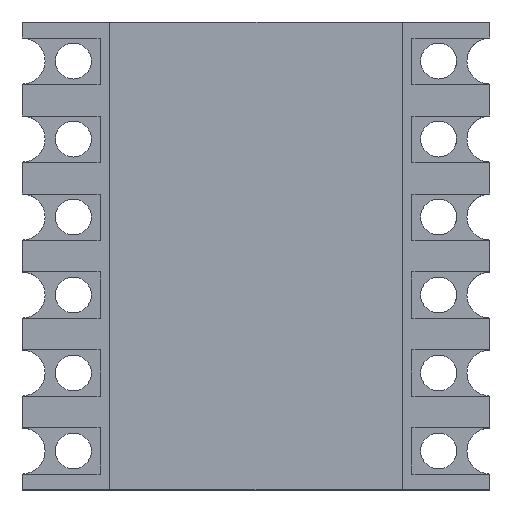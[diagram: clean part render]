
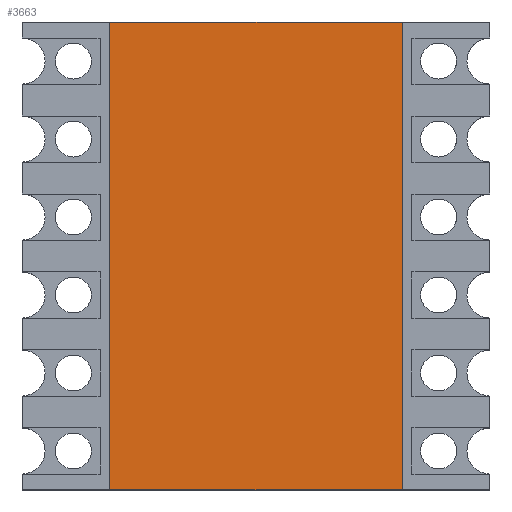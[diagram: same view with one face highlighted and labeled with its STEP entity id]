
A CAD part, top view. The second image highlights one B-rep face of the part: STEP entity #3663.
In plain terms, the highlighted planar face has unit normal (0, 0, 1).
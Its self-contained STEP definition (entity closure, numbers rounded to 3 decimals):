
#58 = VECTOR ( 'NONE', #5585, 1000. ) ;
#85 = ORIENTED_EDGE ( 'NONE', *, *, #3030, .T. ) ;
#146 = VECTOR ( 'NONE', #3147, 1000. ) ;
#258 = VERTEX_POINT ( 'NONE', #2206 ) ;
#516 = CARTESIAN_POINT ( 'NONE',  ( 0., 0., 2. ) ) ;
#544 = PLANE ( 'NONE',  #1515 ) ;
#599 = VECTOR ( 'NONE', #3314, 1000. ) ;
#1016 = LINE ( 'NONE', #4539, #4228 ) ;
#1170 = VERTEX_POINT ( 'NONE', #2997 ) ;
#1373 = EDGE_CURVE ( 'NONE', #3973, #1170, #3748, .T. ) ;
#1515 = AXIS2_PLACEMENT_3D ( 'NONE', #516, #2958, #2611 ) ;
#2024 = ORIENTED_EDGE ( 'NONE', *, *, #4718, .T. ) ;
#2074 = EDGE_LOOP ( 'NONE', ( #5594, #85, #2024, #5729 ) ) ;
#2206 = CARTESIAN_POINT ( 'NONE',  ( 4.76, -7.62, 2. ) ) ;
#2611 = DIRECTION ( 'NONE',  ( -1., 0., 0. ) ) ;
#2614 = DIRECTION ( 'NONE',  ( 0., -1., 0. ) ) ;
#2651 = CARTESIAN_POINT ( 'NONE',  ( -4.76, 7.62, 2. ) ) ;
#2657 = LINE ( 'NONE', #3619, #58 ) ;
#2728 = CARTESIAN_POINT ( 'NONE',  ( -4.76, 7.62, 2. ) ) ;
#2958 = DIRECTION ( 'NONE',  ( 0., 0., -1. ) ) ;
#2997 = CARTESIAN_POINT ( 'NONE',  ( 4.76, 7.62, 2. ) ) ;
#3030 = EDGE_CURVE ( 'NONE', #3973, #3485, #1016, .T. ) ;
#3147 = DIRECTION ( 'NONE',  ( 1., 0., 0. ) ) ;
#3257 = EDGE_CURVE ( 'NONE', #1170, #258, #2657, .T. ) ;
#3314 = DIRECTION ( 'NONE',  ( 1., 0., 0. ) ) ;
#3485 = VERTEX_POINT ( 'NONE', #4857 ) ;
#3619 = CARTESIAN_POINT ( 'NONE',  ( 4.76, 7.62, 2. ) ) ;
#3663 = ADVANCED_FACE ( 'NONE', ( #6010 ), #544, .F. ) ;
#3745 = CARTESIAN_POINT ( 'NONE',  ( -4.76, -7.62, 2. ) ) ;
#3748 = LINE ( 'NONE', #2728, #599 ) ;
#3973 = VERTEX_POINT ( 'NONE', #2651 ) ;
#4228 = VECTOR ( 'NONE', #2614, 1000. ) ;
#4539 = CARTESIAN_POINT ( 'NONE',  ( -4.76, 7.62, 2. ) ) ;
#4718 = EDGE_CURVE ( 'NONE', #3485, #258, #5205, .T. ) ;
#4857 = CARTESIAN_POINT ( 'NONE',  ( -4.76, -7.62, 2. ) ) ;
#5205 = LINE ( 'NONE', #3745, #146 ) ;
#5585 = DIRECTION ( 'NONE',  ( 0., -1., 0. ) ) ;
#5594 = ORIENTED_EDGE ( 'NONE', *, *, #1373, .F. ) ;
#5729 = ORIENTED_EDGE ( 'NONE', *, *, #3257, .F. ) ;
#6010 = FACE_OUTER_BOUND ( 'NONE', #2074, .T. ) ;
